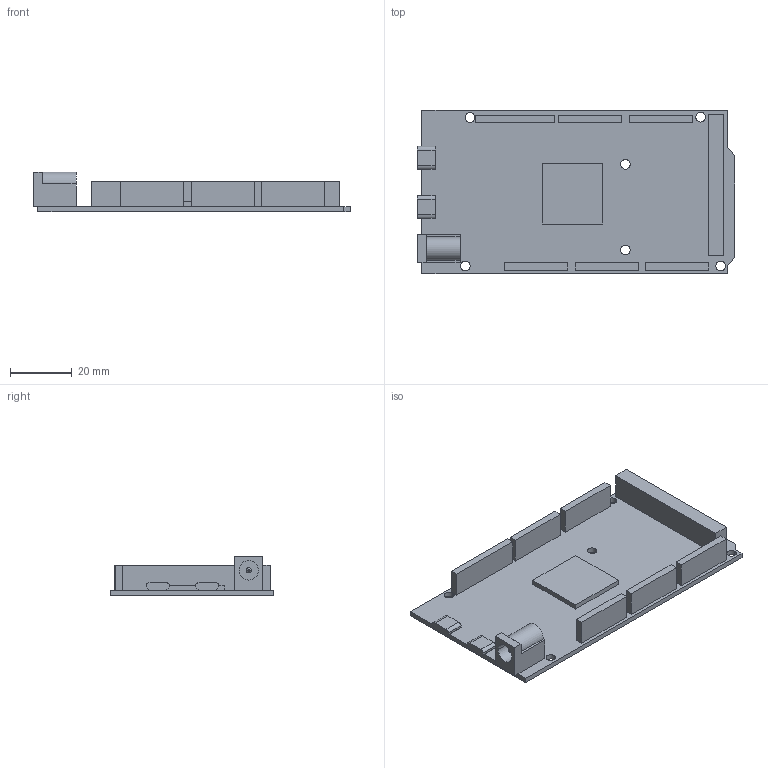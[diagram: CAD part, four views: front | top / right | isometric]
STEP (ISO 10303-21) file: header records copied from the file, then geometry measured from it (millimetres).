
FILE_DESCRIPTION((''),'2;1');
FILE_NAME('ARDUINO_DUE','2023-03-22T20:23:05',('miha.prudic'),('Audax d.o.o.'),'CREO PARAMETRIC BY PTC INC, 2022414','CREO PARAMETRIC BY PTC INC, 2022414','');
FILE_SCHEMA(('AP242_MANAGED_MODEL_BASED_3D_ENGINEERING_MIM_LF { 1 0 10303 442 1 1 4 }'));
Length unit declared in the file: millimetre
Products named in the file (1): ARDUINO_DUE
Bounding box: 103.1 x 53.21 x 12.83 mm (x, y, z)
Volume: 15080.5 mm3; surface area: 15516.1 mm2
Topology: 1 solids, 1 shells, 101 faces, 351 edges, 273 vertices
Faces by surface type: plane 78, cylinder 17, extrusion 4, bspline 2
Entity records: 4711 total; most frequent: CARTESIAN_POINT 767, DIRECTION 653, ORIENTED_EDGE 516, COLOUR_RGB 320, VECTOR 287, LINE 283, EDGE_CURVE 258, AXIS2_PLACEMENT_3D 183
